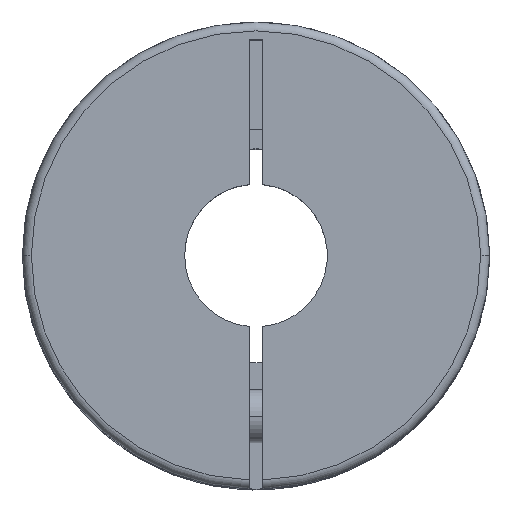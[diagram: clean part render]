
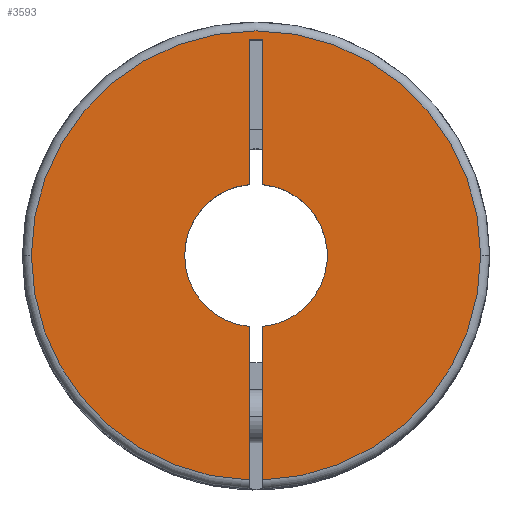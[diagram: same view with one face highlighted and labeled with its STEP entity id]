
A CAD part, top view. The second image highlights one B-rep face of the part: STEP entity #3593.
In plain terms, the highlighted planar face has unit normal (0, 0, 1).
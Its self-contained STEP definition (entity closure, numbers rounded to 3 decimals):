
#78 = CARTESIAN_POINT ( 'NONE',  ( 0., 0., 0. ) ) ;
#152 = DIRECTION ( 'NONE',  ( -1., 0., 0. ) ) ;
#232 = AXIS2_PLACEMENT_3D ( 'NONE', #1452, #2591, #1071 ) ;
#235 = CIRCLE ( 'NONE', #804, 12.6 ) ;
#245 = VERTEX_POINT ( 'NONE', #3787 ) ;
#293 = AXIS2_PLACEMENT_3D ( 'NONE', #2928, #2320, #1683 ) ;
#321 = DIRECTION ( 'NONE',  ( 0., 1., 0. ) ) ;
#326 = EDGE_CURVE ( 'NONE', #2369, #1635, #2421, .T. ) ;
#377 = CARTESIAN_POINT ( 'NONE',  ( 0., 0., 0. ) ) ;
#433 = DIRECTION ( 'NONE',  ( 0., 0., -1. ) ) ;
#485 = VECTOR ( 'NONE', #1745, 1000. ) ;
#493 = VECTOR ( 'NONE', #1972, 1000. ) ;
#511 = CARTESIAN_POINT ( 'NONE',  ( 0., 0., 0. ) ) ;
#587 = CARTESIAN_POINT ( 'NONE',  ( -0.375, -3.982, 0. ) ) ;
#804 = AXIS2_PLACEMENT_3D ( 'NONE', #3144, #433, #152 ) ;
#835 = CARTESIAN_POINT ( 'NONE',  ( -0.375, 12.1, 0. ) ) ;
#852 = CARTESIAN_POINT ( 'NONE',  ( 0.375, 3.982, 0. ) ) ;
#867 = CARTESIAN_POINT ( 'NONE',  ( -0.375, -12.594, 0. ) ) ;
#988 = DIRECTION ( 'NONE',  ( 0., 0., -1. ) ) ;
#993 = AXIS2_PLACEMENT_3D ( 'NONE', #2580, #3784, #1771 ) ;
#1009 = DIRECTION ( 'NONE',  ( -1., 0., 0. ) ) ;
#1071 = DIRECTION ( 'NONE',  ( -1., 0., 0. ) ) ;
#1101 = ORIENTED_EDGE ( 'NONE', *, *, #1647, .F. ) ;
#1132 = DIRECTION ( 'NONE',  ( -1., 0., 0. ) ) ;
#1170 = VERTEX_POINT ( 'NONE', #587 ) ;
#1185 = CIRCLE ( 'NONE', #293, 4. ) ;
#1367 = CARTESIAN_POINT ( 'NONE',  ( -0.375, 12.1, 0. ) ) ;
#1372 = EDGE_CURVE ( 'NONE', #1170, #2033, #2334, .T. ) ;
#1424 = CARTESIAN_POINT ( 'NONE',  ( 12.6, 0., 0. ) ) ;
#1452 = CARTESIAN_POINT ( 'NONE',  ( 0., 0., 0. ) ) ;
#1513 = DIRECTION ( 'NONE',  ( -1., 0., 0. ) ) ;
#1607 = CARTESIAN_POINT ( 'NONE',  ( 0.375, -12.594, 0. ) ) ;
#1628 = CIRCLE ( 'NONE', #993, 4. ) ;
#1635 = VERTEX_POINT ( 'NONE', #3347 ) ;
#1647 = EDGE_CURVE ( 'NONE', #1635, #3047, #1846, .T. ) ;
#1683 = DIRECTION ( 'NONE',  ( -1., 0., 0. ) ) ;
#1729 = EDGE_CURVE ( 'NONE', #2005, #3128, #3277, .T. ) ;
#1745 = DIRECTION ( 'NONE',  ( 0., 1., 0. ) ) ;
#1771 = DIRECTION ( 'NONE',  ( -1., 0., 0. ) ) ;
#1790 = AXIS2_PLACEMENT_3D ( 'NONE', #377, #2808, #3123 ) ;
#1792 = ORIENTED_EDGE ( 'NONE', *, *, #2267, .T. ) ;
#1846 = LINE ( 'NONE', #2162, #3019 ) ;
#1852 = EDGE_CURVE ( 'NONE', #3128, #245, #1942, .T. ) ;
#1889 = CARTESIAN_POINT ( 'NONE',  ( 0.375, -13.1, 0. ) ) ;
#1899 = EDGE_CURVE ( 'NONE', #2369, #245, #3832, .T. ) ;
#1920 = ORIENTED_EDGE ( 'NONE', *, *, #2547, .F. ) ;
#1939 = EDGE_CURVE ( 'NONE', #2033, #2019, #3079, .T. ) ;
#1942 = LINE ( 'NONE', #3521, #485 ) ;
#1968 = EDGE_LOOP ( 'NONE', ( #2367, #2784, #1792, #2221, #3711, #1101, #3094, #3878, #2959, #3900, #1920 ) ) ;
#1969 = EDGE_CURVE ( 'NONE', #2620, #3157, #1185, .T. ) ;
#1972 = DIRECTION ( 'NONE',  ( 0., -1., 0. ) ) ;
#1986 = EDGE_CURVE ( 'NONE', #3047, #3157, #2871, .T. ) ;
#2005 = VERTEX_POINT ( 'NONE', #1424 ) ;
#2019 = VERTEX_POINT ( 'NONE', #3542 ) ;
#2033 = VERTEX_POINT ( 'NONE', #867 ) ;
#2069 = VECTOR ( 'NONE', #3793, 1000. ) ;
#2162 = CARTESIAN_POINT ( 'NONE',  ( 0.375, 12.1, 0. ) ) ;
#2221 = ORIENTED_EDGE ( 'NONE', *, *, #1969, .T. ) ;
#2267 = EDGE_CURVE ( 'NONE', #1170, #2620, #1628, .T. ) ;
#2320 = DIRECTION ( 'NONE',  ( 0., 0., -1. ) ) ;
#2334 = LINE ( 'NONE', #3196, #493 ) ;
#2339 = CARTESIAN_POINT ( 'NONE',  ( -4., 0., 0. ) ) ;
#2367 = ORIENTED_EDGE ( 'NONE', *, *, #1939, .F. ) ;
#2369 = VERTEX_POINT ( 'NONE', #852 ) ;
#2421 = LINE ( 'NONE', #1889, #2565 ) ;
#2547 = EDGE_CURVE ( 'NONE', #2019, #2005, #235, .T. ) ;
#2565 = VECTOR ( 'NONE', #321, 1000. ) ;
#2579 = AXIS2_PLACEMENT_3D ( 'NONE', #78, #988, #1009 ) ;
#2580 = CARTESIAN_POINT ( 'NONE',  ( 0., 0., 0. ) ) ;
#2591 = DIRECTION ( 'NONE',  ( 0., 0., -1. ) ) ;
#2620 = VERTEX_POINT ( 'NONE', #2339 ) ;
#2784 = ORIENTED_EDGE ( 'NONE', *, *, #1372, .F. ) ;
#2808 = DIRECTION ( 'NONE',  ( 0., 0., -1. ) ) ;
#2814 = CARTESIAN_POINT ( 'NONE',  ( -0.375, 3.982, 0. ) ) ;
#2871 = LINE ( 'NONE', #1367, #2069 ) ;
#2928 = CARTESIAN_POINT ( 'NONE',  ( 0., 0., 0. ) ) ;
#2946 = DIRECTION ( 'NONE',  ( 0., 0., -1. ) ) ;
#2959 = ORIENTED_EDGE ( 'NONE', *, *, #1852, .F. ) ;
#3014 = AXIS2_PLACEMENT_3D ( 'NONE', #511, #2946, #1132 ) ;
#3019 = VECTOR ( 'NONE', #1513, 1000. ) ;
#3047 = VERTEX_POINT ( 'NONE', #835 ) ;
#3079 = CIRCLE ( 'NONE', #3014, 12.6 ) ;
#3094 = ORIENTED_EDGE ( 'NONE', *, *, #326, .F. ) ;
#3105 = PLANE ( 'NONE',  #1790 ) ;
#3123 = DIRECTION ( 'NONE',  ( 0., -1., 0. ) ) ;
#3128 = VERTEX_POINT ( 'NONE', #1607 ) ;
#3144 = CARTESIAN_POINT ( 'NONE',  ( 0., 0., 0. ) ) ;
#3157 = VERTEX_POINT ( 'NONE', #2814 ) ;
#3196 = CARTESIAN_POINT ( 'NONE',  ( -0.375, 12.1, 0. ) ) ;
#3277 = CIRCLE ( 'NONE', #2579, 12.6 ) ;
#3347 = CARTESIAN_POINT ( 'NONE',  ( 0.375, 12.1, 0. ) ) ;
#3521 = CARTESIAN_POINT ( 'NONE',  ( 0.375, -13.1, 0. ) ) ;
#3542 = CARTESIAN_POINT ( 'NONE',  ( -12.6, 0., 0. ) ) ;
#3593 = ADVANCED_FACE ( 'NONE', ( #3729 ), #3105, .F. ) ;
#3711 = ORIENTED_EDGE ( 'NONE', *, *, #1986, .F. ) ;
#3729 = FACE_OUTER_BOUND ( 'NONE', #1968, .T. ) ;
#3784 = DIRECTION ( 'NONE',  ( 0., 0., -1. ) ) ;
#3787 = CARTESIAN_POINT ( 'NONE',  ( 0.375, -3.982, 0. ) ) ;
#3793 = DIRECTION ( 'NONE',  ( 0., -1., 0. ) ) ;
#3832 = CIRCLE ( 'NONE', #232, 4. ) ;
#3878 = ORIENTED_EDGE ( 'NONE', *, *, #1899, .T. ) ;
#3900 = ORIENTED_EDGE ( 'NONE', *, *, #1729, .F. ) ;
